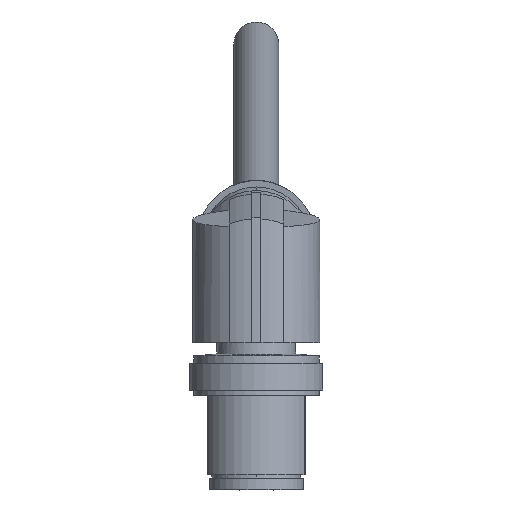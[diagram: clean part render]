
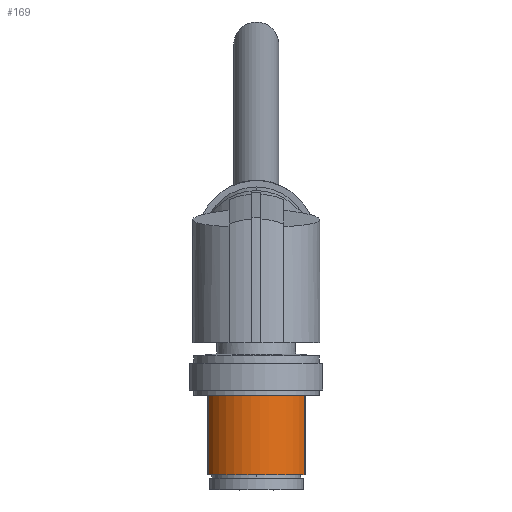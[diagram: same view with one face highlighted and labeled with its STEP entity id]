
A CAD part, front view. The second image highlights one B-rep face of the part: STEP entity #169.
In plain terms, the highlighted cylindrical face has radius 5.942 mm (diameter 11.884 mm), a partial arc.
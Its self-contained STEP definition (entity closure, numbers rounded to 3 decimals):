
#169 = ADVANCED_FACE ( 'NONE', ( #4488 ), #7282, .T. ) ;
#845 = DIRECTION ( 'NONE',  ( 0., 0., 1. ) ) ;
#848 = EDGE_LOOP ( 'NONE', ( #7634, #5461, #1438, #1714 ) ) ;
#946 = DIRECTION ( 'NONE',  ( -0.319, -0.948, 0. ) ) ;
#1135 = CARTESIAN_POINT ( 'NONE',  ( 24.093, 31.195, 34.351 ) ) ;
#1342 = DIRECTION ( 'NONE',  ( 0., 0., 1. ) ) ;
#1438 = ORIENTED_EDGE ( 'NONE', *, *, #8617, .F. ) ;
#1646 = AXIS2_PLACEMENT_3D ( 'NONE', #4983, #7747, #946 ) ;
#1714 = ORIENTED_EDGE ( 'NONE', *, *, #6909, .T. ) ;
#1937 = VERTEX_POINT ( 'NONE', #5705 ) ;
#2394 = AXIS2_PLACEMENT_3D ( 'NONE', #1135, #6600, #6458 ) ;
#2426 = VECTOR ( 'NONE', #845, 1000. ) ;
#2583 = AXIS2_PLACEMENT_3D ( 'NONE', #4312, #6962, #3728 ) ;
#3138 = CIRCLE ( 'NONE', #2583, 5.942 ) ;
#3263 = VECTOR ( 'NONE', #1342, 1000. ) ;
#3342 = CARTESIAN_POINT ( 'NONE',  ( 29.784, 32.903, 30.517 ) ) ;
#3492 = CIRCLE ( 'NONE', #1646, 5.942 ) ;
#3728 = DIRECTION ( 'NONE',  ( -0.319, -0.948, 0. ) ) ;
#3764 = EDGE_CURVE ( 'NONE', #1937, #4739, #8394, .T. ) ;
#4312 = CARTESIAN_POINT ( 'NONE',  ( 24.093, 31.195, 21.817 ) ) ;
#4356 = CARTESIAN_POINT ( 'NONE',  ( 22.195, 25.564, 21.817 ) ) ;
#4488 = FACE_OUTER_BOUND ( 'NONE', #848, .T. ) ;
#4738 = CARTESIAN_POINT ( 'NONE',  ( 22.195, 25.564, 30.517 ) ) ;
#4739 = VERTEX_POINT ( 'NONE', #3342 ) ;
#4741 = CARTESIAN_POINT ( 'NONE',  ( 22.195, 25.564, 21.817 ) ) ;
#4983 = CARTESIAN_POINT ( 'NONE',  ( 24.093, 31.195, 30.517 ) ) ;
#5198 = VERTEX_POINT ( 'NONE', #4738 ) ;
#5461 = ORIENTED_EDGE ( 'NONE', *, *, #5601, .F. ) ;
#5601 = EDGE_CURVE ( 'NONE', #5198, #4739, #3492, .T. ) ;
#5705 = CARTESIAN_POINT ( 'NONE',  ( 29.784, 32.903, 21.817 ) ) ;
#5961 = VERTEX_POINT ( 'NONE', #4356 ) ;
#6458 = DIRECTION ( 'NONE',  ( 0.719, 0.695, 0. ) ) ;
#6600 = DIRECTION ( 'NONE',  ( 0., 0., 1. ) ) ;
#6909 = EDGE_CURVE ( 'NONE', #5961, #1937, #3138, .T. ) ;
#6938 = LINE ( 'NONE', #4741, #3263 ) ;
#6962 = DIRECTION ( 'NONE',  ( 0., 0., 1. ) ) ;
#7094 = CARTESIAN_POINT ( 'NONE',  ( 29.784, 32.903, 21.817 ) ) ;
#7282 = CYLINDRICAL_SURFACE ( 'NONE', #2394, 5.942 ) ;
#7634 = ORIENTED_EDGE ( 'NONE', *, *, #3764, .T. ) ;
#7747 = DIRECTION ( 'NONE',  ( 0., 0., 1. ) ) ;
#8394 = LINE ( 'NONE', #7094, #2426 ) ;
#8617 = EDGE_CURVE ( 'NONE', #5961, #5198, #6938, .T. ) ;
